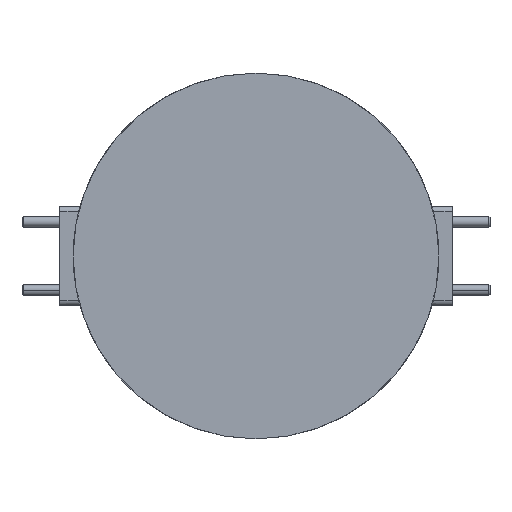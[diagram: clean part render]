
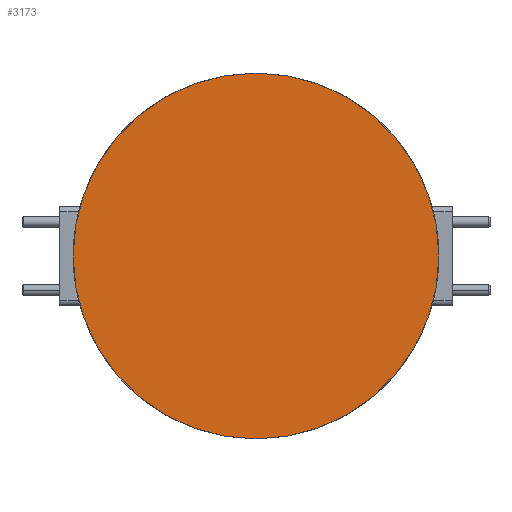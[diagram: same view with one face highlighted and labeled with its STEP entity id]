
A CAD part, front view. The second image highlights one B-rep face of the part: STEP entity #3173.
In plain terms, the highlighted planar face has unit normal (0, -1, 0).
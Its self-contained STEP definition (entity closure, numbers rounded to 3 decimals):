
#13 = DIRECTION ( 'NONE',  ( 0., -1., 0. ) ) ;
#340 = DIRECTION ( 'NONE',  ( 0., 0., -1. ) ) ;
#344 = CARTESIAN_POINT ( 'NONE',  ( 0., 0., 0. ) ) ;
#406 = AXIS2_PLACEMENT_3D ( 'NONE', #344, #13, #3292 ) ;
#611 = CARTESIAN_POINT ( 'NONE',  ( 0., 0., 170. ) ) ;
#680 = EDGE_CURVE ( 'NONE', #4042, #3378, #3833, .T. ) ;
#1060 = CARTESIAN_POINT ( 'NONE',  ( -170., 0., 0. ) ) ;
#1323 = CARTESIAN_POINT ( 'NONE',  ( 0., 0., 0. ) ) ;
#1504 = AXIS2_PLACEMENT_3D ( 'NONE', #1323, #4288, #340 ) ;
#1665 = AXIS2_PLACEMENT_3D ( 'NONE', #1060, #2364, #3384 ) ;
#1722 = PLANE ( 'NONE',  #1665 ) ;
#2083 = FACE_OUTER_BOUND ( 'NONE', #4291, .T. ) ;
#2129 = CARTESIAN_POINT ( 'NONE',  ( 0., 0., -170. ) ) ;
#2208 = CIRCLE ( 'NONE', #1504, 170. ) ;
#2364 = DIRECTION ( 'NONE',  ( 0., 1., 0. ) ) ;
#2685 = ORIENTED_EDGE ( 'NONE', *, *, #3424, .T. ) ;
#3173 = ADVANCED_FACE ( 'NONE', ( #2083 ), #1722, .F. ) ;
#3277 = ORIENTED_EDGE ( 'NONE', *, *, #680, .T. ) ;
#3292 = DIRECTION ( 'NONE',  ( 0., 0., -1. ) ) ;
#3378 = VERTEX_POINT ( 'NONE', #2129 ) ;
#3384 = DIRECTION ( 'NONE',  ( 0., 0., 1. ) ) ;
#3424 = EDGE_CURVE ( 'NONE', #3378, #4042, #2208, .T. ) ;
#3833 = CIRCLE ( 'NONE', #406, 170. ) ;
#4042 = VERTEX_POINT ( 'NONE', #611 ) ;
#4288 = DIRECTION ( 'NONE',  ( 0., -1., 0. ) ) ;
#4291 = EDGE_LOOP ( 'NONE', ( #2685, #3277 ) ) ;
